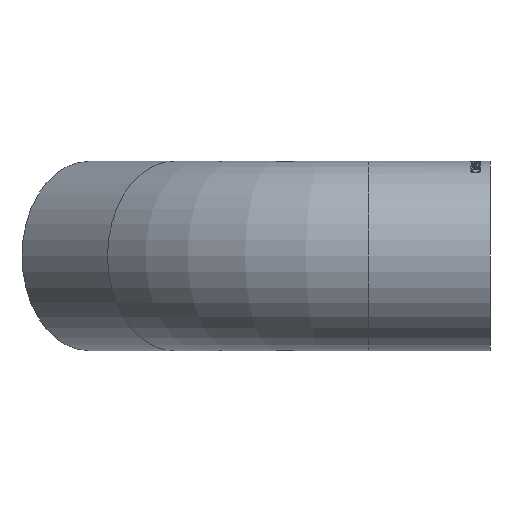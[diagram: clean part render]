
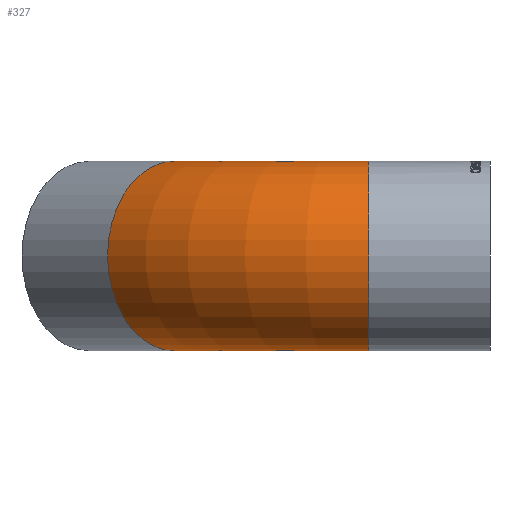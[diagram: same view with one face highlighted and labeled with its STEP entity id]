
A CAD part, left-side view. The second image highlights one B-rep face of the part: STEP entity #327.
In plain terms, the highlighted toroidal (fillet/blend) face has major radius 187.5 mm and minor radius 64.5 mm.
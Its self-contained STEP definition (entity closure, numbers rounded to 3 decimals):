
#231 = TOROIDAL_SURFACE ( 'NONE', #468, 187.5, 64.5 ) ;
#239 = DIRECTION ( 'NONE',  ( -1., 0., 0. ) ) ;
#327 = ADVANCED_FACE ( 'NONE', ( #2508, #632 ), #231, .T. ) ;
#468 = AXIS2_PLACEMENT_3D ( 'NONE', #995, #2090, #239 ) ;
#606 = ORIENTED_EDGE ( 'NONE', *, *, #1461, .T. ) ;
#632 = FACE_OUTER_BOUND ( 'NONE', #859, .T. ) ;
#649 = DIRECTION ( 'NONE',  ( 0., 0., 1. ) ) ;
#693 = DIRECTION ( 'NONE',  ( 0., 0., 1. ) ) ;
#717 = CARTESIAN_POINT ( 'NONE',  ( -132.583, 215.083, 0. ) ) ;
#836 = EDGE_CURVE ( 'NONE', #1744, #1744, #4845, .T. ) ;
#859 = EDGE_LOOP ( 'NONE', ( #606 ) ) ;
#995 = CARTESIAN_POINT ( 'NONE',  ( 0., 82.5, 0. ) ) ;
#1461 = EDGE_CURVE ( 'NONE', #2204, #2204, #2026, .T. ) ;
#1539 = EDGE_LOOP ( 'NONE', ( #2814 ) ) ;
#1744 = VERTEX_POINT ( 'NONE', #2895 ) ;
#2026 = CIRCLE ( 'NONE', #3986, 64.5 ) ;
#2090 = DIRECTION ( 'NONE',  ( 0., 0., -1. ) ) ;
#2204 = VERTEX_POINT ( 'NONE', #4747 ) ;
#2508 = FACE_OUTER_BOUND ( 'NONE', #1539, .T. ) ;
#2814 = ORIENTED_EDGE ( 'NONE', *, *, #836, .F. ) ;
#2895 = CARTESIAN_POINT ( 'NONE',  ( -132.583, 215.083, 64.5 ) ) ;
#3985 = AXIS2_PLACEMENT_3D ( 'NONE', #717, #4072, #693 ) ;
#3986 = AXIS2_PLACEMENT_3D ( 'NONE', #4026, #4396, #649 ) ;
#4026 = CARTESIAN_POINT ( 'NONE',  ( -187.5, 82.5, 0. ) ) ;
#4072 = DIRECTION ( 'NONE',  ( 0.707, 0.707, 0. ) ) ;
#4396 = DIRECTION ( 'NONE',  ( 0., 1., 0. ) ) ;
#4747 = CARTESIAN_POINT ( 'NONE',  ( -187.5, 82.5, 64.5 ) ) ;
#4845 = CIRCLE ( 'NONE', #3985, 64.5 ) ;
